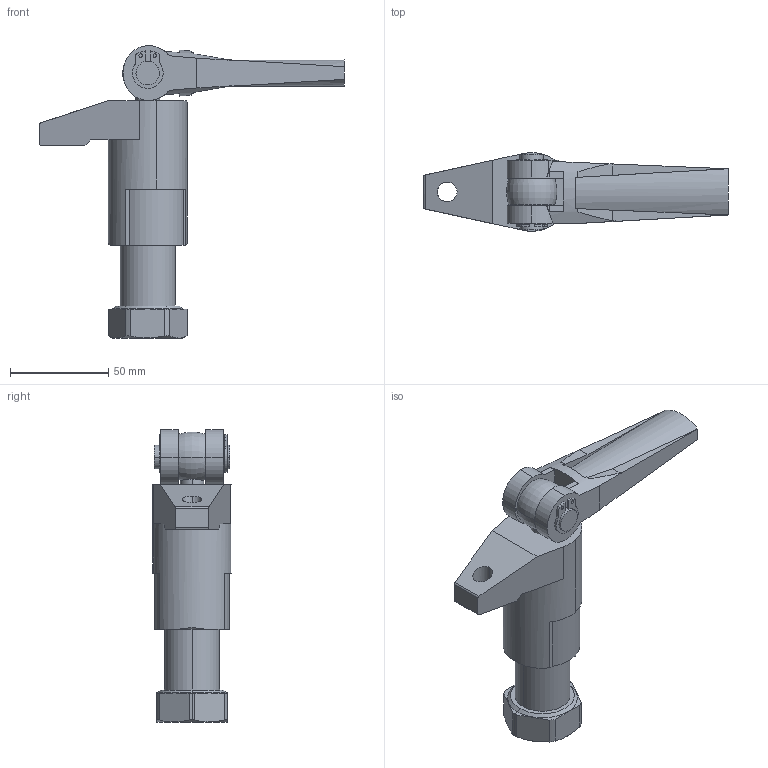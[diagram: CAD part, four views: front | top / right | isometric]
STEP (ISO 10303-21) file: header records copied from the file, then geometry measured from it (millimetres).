
FILE_DESCRIPTION(('STEP AP214'),'1');
FILE_NAME(' ',' ',('TraceParts'),('TraceParts S.A.'),'XStep 1.0',' ',' ');
FILE_SCHEMA(('automotive_design'));
Length unit declared in the file: millimetre
Products named in the file (3): 1; 2; 3
Bounding box: 155 x 39.95 x 149 mm (x, y, z)
Volume: 176016.7 mm3; surface area: 48319.4 mm2
Topology: 3 solids, 3 shells, 181 faces, 470 edges, 307 vertices
Faces by surface type: cylinder 84, plane 83, cone 12, torus 2
Entity records: 11146 total; most frequent: CARTESIAN_POINT 1154, DIRECTION 1019, STYLED_ITEM 961, PRESENTATION_STYLE_ASSIGNMENT 961, COLOUR_RGB 961, ORIENTED_EDGE 940, EDGE_CURVE 470, CURVE_STYLE 470
